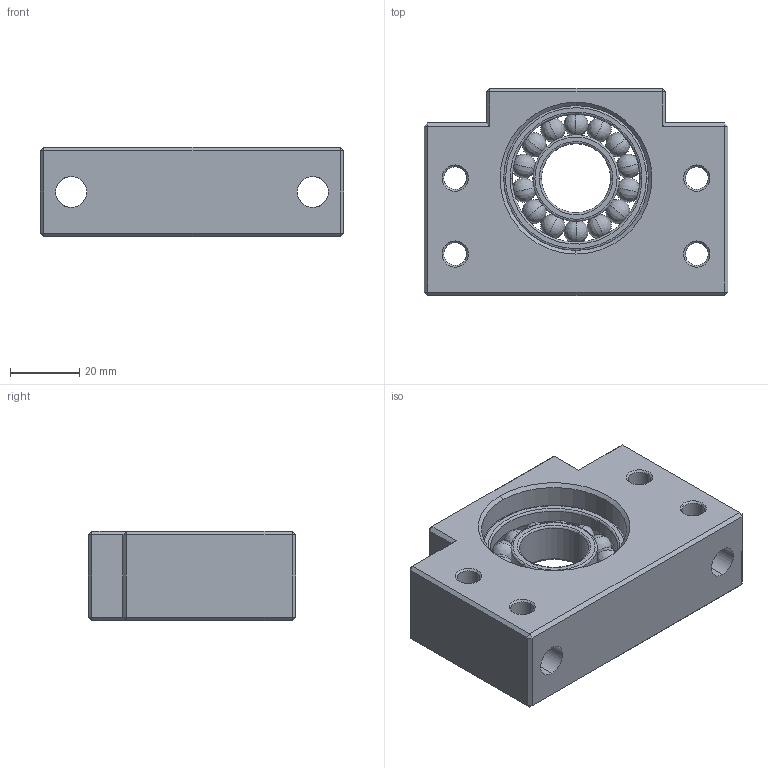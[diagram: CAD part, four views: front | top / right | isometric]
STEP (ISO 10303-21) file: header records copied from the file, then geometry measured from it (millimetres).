
FILE_DESCRIPTION (( 'STEP AP203' ), '1' );
FILE_NAME ('BF20.STEP', '2015-03-16T19:23:59', ( 'Jim Meade' ), ( 'Hewlett-Packard' ), 'SwSTEP 2.0', 'SolidWorks 2015', '' );
FILE_SCHEMA (( 'CONFIG_CONTROL_DESIGN' ));
Length unit declared in the file: millimetre
Products named in the file (1): BF20
Bounding box: 88 x 60 x 26 mm (x, y, z)
Volume: 89110.8 mm3; surface area: 28962.8 mm2
Topology: 17 solids, 17 shells, 162 faces, 404 edges, 214 vertices
Faces by surface type: bspline 50, plane 50, cylinder 38, cone 24
Entity records: 5491 total; most frequent: CARTESIAN_POINT 2067, ORIENTED_EDGE 696, DIRECTION 670, EDGE_CURVE 348, AXIS2_PLACEMENT_3D 257, VERTEX_POINT 214, EDGE_LOOP 182, FACE_OUTER_BOUND 162
